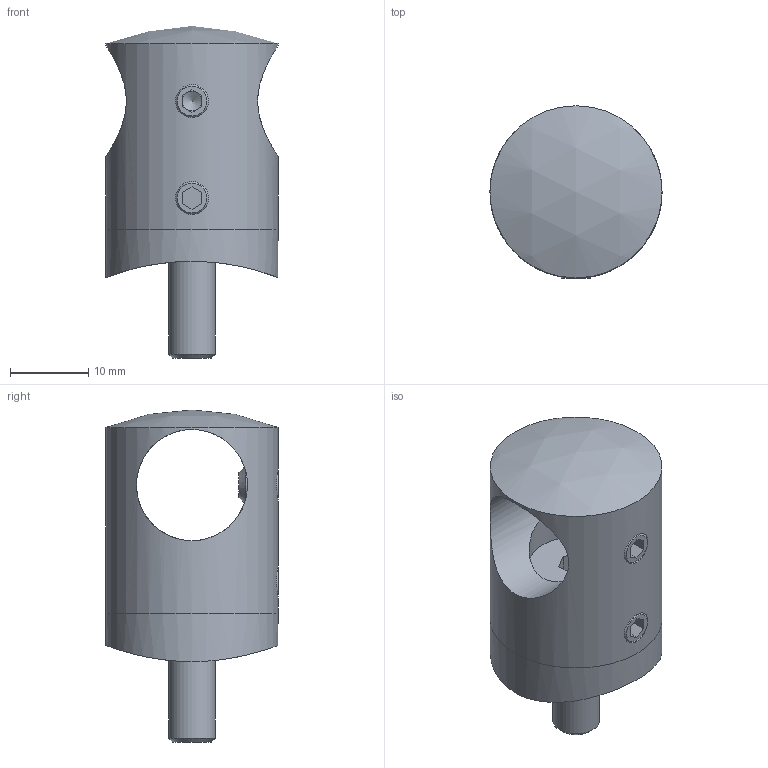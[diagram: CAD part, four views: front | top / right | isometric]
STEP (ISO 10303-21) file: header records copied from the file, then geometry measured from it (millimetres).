
FILE_DESCRIPTION (( 'STEP AP203' ), '1' );
FILE_NAME ('50388-240A.STEP', '2021-10-12T13:40:57', ( '' ), ( '' ), 'SwSTEP 2.0', 'SolidWorks 2018', '' );
FILE_SCHEMA (( 'CONFIG_CONTROL_DESIGN' ));
Length unit declared in the file: millimetre
Products named in the file (12): 50388-240A; DIN 7991 Konfig; DIN914_DIN 914 M5x6; DIN913_DIN 913 M5x5; Oberteil_Teil1 14,2; Oberteil; Unterteil_Teil2 60,3; Unterteil; DIN914; DIN913; DIN 7991 Konfig_M6x25
Assembly tree (7 placements, depth 2):
  50388-240A
    Unterteil_Teil2 60,3
    Oberteil_Teil1 14,2
    DIN913_DIN 913 M5x5
    DIN914_DIN 914 M5x6
    DIN 7991 Konfig_M6x25
  DIN 7991 Konfig
  Oberteil
  Unterteil
  50388-240A
    DIN913
    DIN914
Bounding box: 22 x 22 x 42.45 mm (x, y, z)
Volume: 7448.7 mm3; surface area: 5831.1 mm2
Topology: 5 solids, 5 shells, 360 faces, 939 edges, 623 vertices
Faces by surface type: plane 184, bspline 148, cylinder 15, cone 12, sphere 1
Full cylindrical faces by diameter (mm): 4.2 x2, 5 x2, 6 x1, 6.5 x1, 11.9 x2, 12 x2, 14.2 x1, 18 x1, 22 x2
Entity records: 22844 total; most frequent: CARTESIAN_POINT 14013, ORIENTED_EDGE 1806, DIRECTION 1075, EDGE_CURVE 903, VERTEX_POINT 612, LINE 559, VECTOR 559, EDGE_LOOP 429
